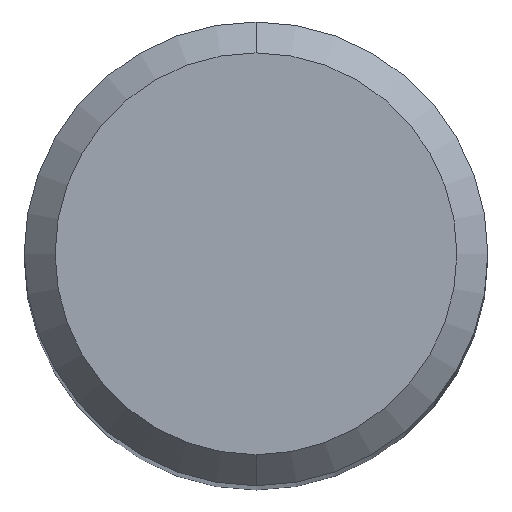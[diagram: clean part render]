
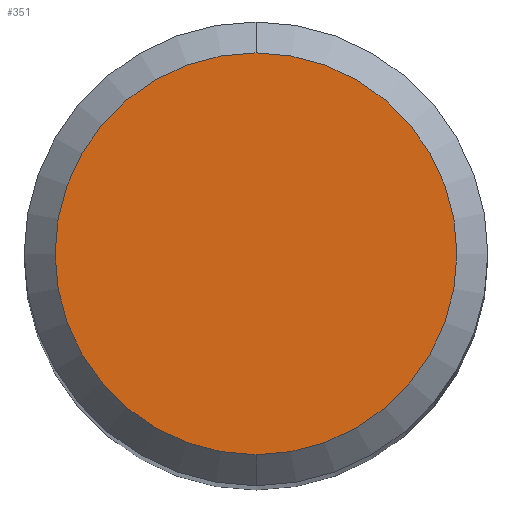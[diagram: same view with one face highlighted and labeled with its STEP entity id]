
A CAD part, top view. The second image highlights one B-rep face of the part: STEP entity #351.
In plain terms, the highlighted planar face has unit normal (0, 0, 1).
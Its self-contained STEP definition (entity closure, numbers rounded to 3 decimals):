
#157=EDGE_CURVE('',#257,#217,#397,.T.);
#217=VERTEX_POINT('',#466);
#257=VERTEX_POINT('',#512);
#343=EDGE_CURVE('',#217,#257,#609,.T.);
#351=ADVANCED_FACE('',(#617),#618,.T.);
#397=CIRCLE('',#663,2.6);
#466=CARTESIAN_POINT('',(0.,-2.6,0.0));
#512=CARTESIAN_POINT('',(0.0,2.6,0.0));
#609=CIRCLE('',#937,2.6);
#617=FACE_OUTER_BOUND('',#949,.T.);
#618=PLANE('',#950);
#663=AXIS2_PLACEMENT_3D('',#983,#984,#985);
#937=AXIS2_PLACEMENT_3D('',#1262,#1263,#1264);
#949=EDGE_LOOP('',(#1268,#1269));
#950=AXIS2_PLACEMENT_3D('',#1270,#1271,#1272);
#983=CARTESIAN_POINT('',(0.0,0.0,0.0));
#984=DIRECTION('',(0.0,0.0,-1.0));
#985=DIRECTION('',(0.0,1.0,0.0));
#1262=CARTESIAN_POINT('',(0.0,0.0,0.0));
#1263=DIRECTION('',(0.0,0.0,-1.0));
#1264=DIRECTION('',(0.0,1.0,0.0));
#1268=ORIENTED_EDGE('',*,*,#157,.F.);
#1269=ORIENTED_EDGE('',*,*,#343,.F.);
#1270=CARTESIAN_POINT('',(0.0,1.3,0.0));
#1271=DIRECTION('',(-0.0,0.0,1.0));
#1272=DIRECTION('',(0.0,-1.0,0.0));
